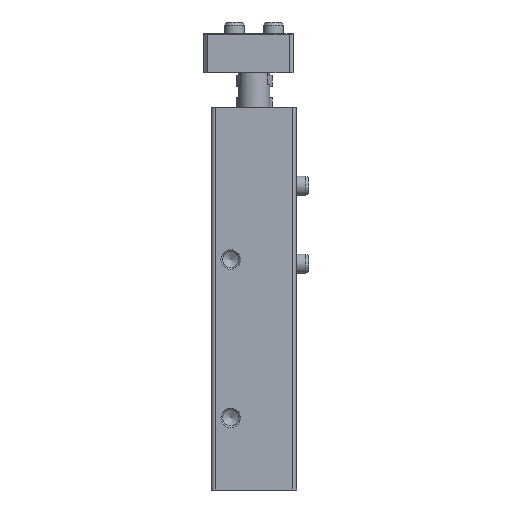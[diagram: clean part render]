
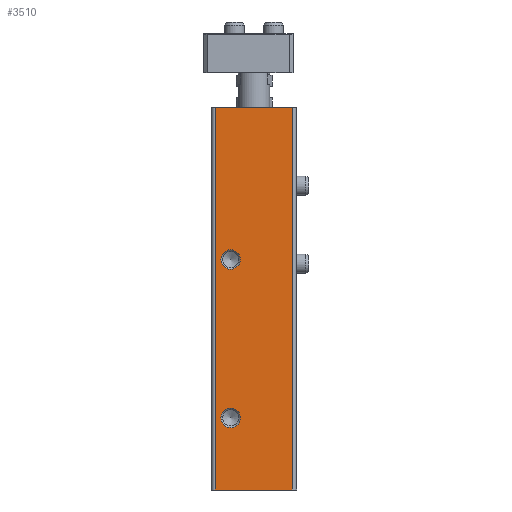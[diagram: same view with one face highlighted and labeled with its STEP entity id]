
A CAD part, left-side view. The second image highlights one B-rep face of the part: STEP entity #3510.
In plain terms, the highlighted planar face has unit normal (-1, 0, 0).
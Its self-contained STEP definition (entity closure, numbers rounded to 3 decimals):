
#109=PLANE('',#3803);
#226=CIRCLE('',#3804,2.5);
#227=CIRCLE('',#3805,2.5);
#451=ORIENTED_EDGE('',*,*,#1413,.T.);
#452=ORIENTED_EDGE('',*,*,#1414,.T.);
#453=ORIENTED_EDGE('',*,*,#1415,.F.);
#454=ORIENTED_EDGE('',*,*,#1416,.F.);
#455=ORIENTED_EDGE('',*,*,#1417,.T.);
#456=ORIENTED_EDGE('',*,*,#1418,.T.);
#1413=EDGE_CURVE('',#1894,#1894,#226,.T.);
#1414=EDGE_CURVE('',#1895,#1895,#227,.T.);
#1415=EDGE_CURVE('',#1896,#1897,#2244,.T.);
#1416=EDGE_CURVE('',#1898,#1896,#2245,.T.);
#1417=EDGE_CURVE('',#1898,#1899,#2246,.T.);
#1418=EDGE_CURVE('',#1899,#1897,#2247,.T.);
#1894=VERTEX_POINT('',#5376);
#1895=VERTEX_POINT('',#5378);
#1896=VERTEX_POINT('',#5380);
#1897=VERTEX_POINT('',#5381);
#1898=VERTEX_POINT('',#5383);
#1899=VERTEX_POINT('',#5385);
#2244=LINE('',#5379,#2506);
#2245=LINE('',#5382,#2507);
#2246=LINE('',#5384,#2508);
#2247=LINE('',#5386,#2509);
#2506=VECTOR('',#4246,1000.);
#2507=VECTOR('',#4247,1000.);
#2508=VECTOR('',#4248,1000.);
#2509=VECTOR('',#4249,1000.);
#2765=EDGE_LOOP('',(#451));
#2766=EDGE_LOOP('',(#452));
#2767=EDGE_LOOP('',(#453,#454,#455,#456));
#3097=FACE_BOUND('',#2765,.T.);
#3098=FACE_BOUND('',#2766,.T.);
#3099=FACE_BOUND('',#2767,.T.);
#3510=ADVANCED_FACE('',(#3097,#3098,#3099),#109,.T.);
#3803=AXIS2_PLACEMENT_3D('',#5374,#4240,#4241);
#3804=AXIS2_PLACEMENT_3D('',#5375,#4242,#4243);
#3805=AXIS2_PLACEMENT_3D('',#5377,#4244,#4245);
#4240=DIRECTION('',(-1.,0.,0.));
#4241=DIRECTION('',(0.,0.,1.));
#4242=DIRECTION('',(1.,0.,0.));
#4243=DIRECTION('',(0.,0.,-1.));
#4244=DIRECTION('',(1.,0.,0.));
#4245=DIRECTION('',(0.,0.,-1.));
#4246=DIRECTION('',(0.,-1.,0.));
#4247=DIRECTION('',(0.,0.,1.));
#4248=DIRECTION('',(0.,-1.,0.));
#4249=DIRECTION('',(0.,0.,1.));
#5374=CARTESIAN_POINT('',(-30.,10.,-98.));
#5375=CARTESIAN_POINT('',(-30.,6.,-79.5));
#5376=CARTESIAN_POINT('',(-30.,6.,-82.));
#5377=CARTESIAN_POINT('',(-30.,6.,-38.9));
#5378=CARTESIAN_POINT('',(-30.,6.,-41.4));
#5379=CARTESIAN_POINT('',(-30.,10.,0.));
#5380=CARTESIAN_POINT('',(-30.,10.,0.));
#5381=CARTESIAN_POINT('',(-30.,-9.8,0.));
#5382=CARTESIAN_POINT('',(-30.,10.,-98.));
#5383=CARTESIAN_POINT('',(-30.,10.,-98.));
#5384=CARTESIAN_POINT('',(-30.,10.,-98.));
#5385=CARTESIAN_POINT('',(-30.,-9.8,-98.));
#5386=CARTESIAN_POINT('',(-30.,-9.8,-98.));
